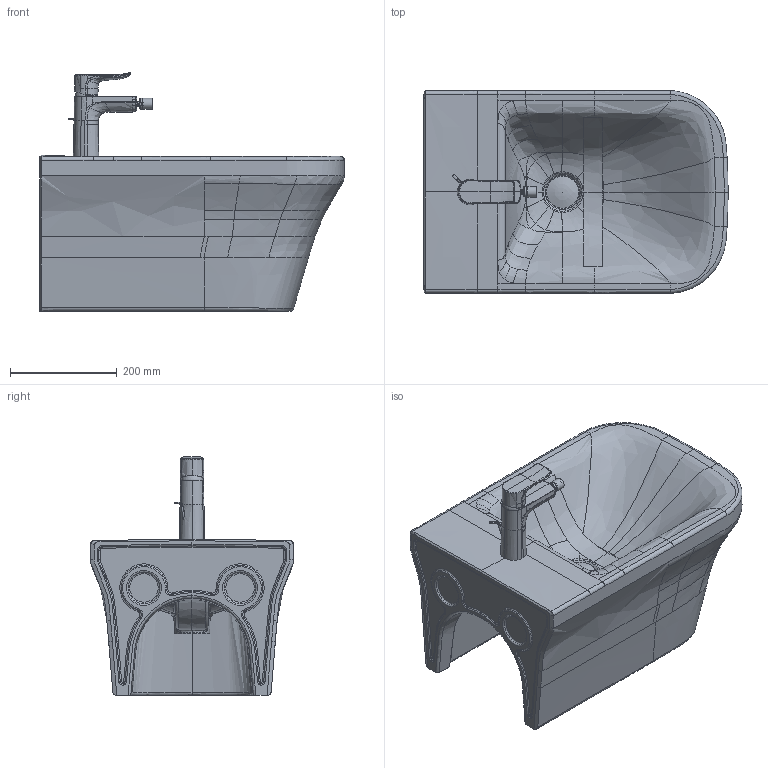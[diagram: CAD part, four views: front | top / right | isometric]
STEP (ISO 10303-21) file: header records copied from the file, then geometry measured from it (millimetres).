
FILE_DESCRIPTION((''),'2;1');
FILE_NAME('226815.stp','2015-07-15T17:11:08',('Administrator'),(''),'Autodesk Inventor 2011','Autodesk Inventor 2011','');
FILE_SCHEMA(('CONFIG_CONTROL_DESIGN'));
Length unit declared in the file: millimetre
Products named in the file (20): 226815; Bidet-Armatur HANSGROHE METRIS; Gehäuse; Griff Metris Bidet; Griffstopfen; Zugstange Griff; Kappe Metropol; Kugelgelenk D20; Kugelgelenk_TT; Huelse; Perlator; Perlatorhuelse; Strahlregler Uno Piccolo; Strahlregler; Kugelgelenk; Spannstueck; Kelch; Stopfen
Assembly tree (19 placements, depth 6):
  226815
    226815
    Bidet-Armatur HANSGROHE METRIS
      Gehäuse
      Griff Metris Bidet
      Griffstopfen
      Zugstange Griff
      Kappe Metropol
      Kugelgelenk D20
        Kugelgelenk_TT
          Huelse
        Perlator
          Perlatorhuelse
          Strahlregler Uno Piccolo
            Strahlregler
        Kugelgelenk
          Kugelgelenk
          Spannstueck
    Kelch
    Stopfen
Bounding box: 570.04 x 380.09 x 446.72 mm (x, y, z)
Volume: 22079728.5 mm3; surface area: 1196527 mm2
Topology: 13 solids, 13 shells, 1328 faces, 3595 edges, 2358 vertices
Faces by surface type: bspline 612, plane 541, cylinder 91, torus 39, cone 24, sphere 21
Full cylindrical faces by diameter (mm): 4 x1, 5 x1, 5.2 x1, 5.4 x1, 7.5 x1, 8 x1, 8.95 x1, 11 x1, 11.624 x1, 12.2 x1, 13.3 x1, 13.4 x2, 13.5 x2, 13.75 x1, 13.8 x1, 14.1 x1, 14.3 x1, 14.5 x1, 15 x1, 15.05 x2, 15.15 x1, 15.5 x1, 16 x1, 16.5 x1, 16.8 x1, 18 x1, 19 x1, 20 x2, 25 x1, 35 x1
Entity records: 123386 total; most frequent: CARTESIAN_POINT 92704, ORIENTED_EDGE 6990, DIRECTION 4154, EDGE_CURVE 3495, VERTEX_POINT 2336, EDGE_LOOP 1485, B_SPLINE_CURVE_WITH_KNOTS 1453, VECTOR 1394
